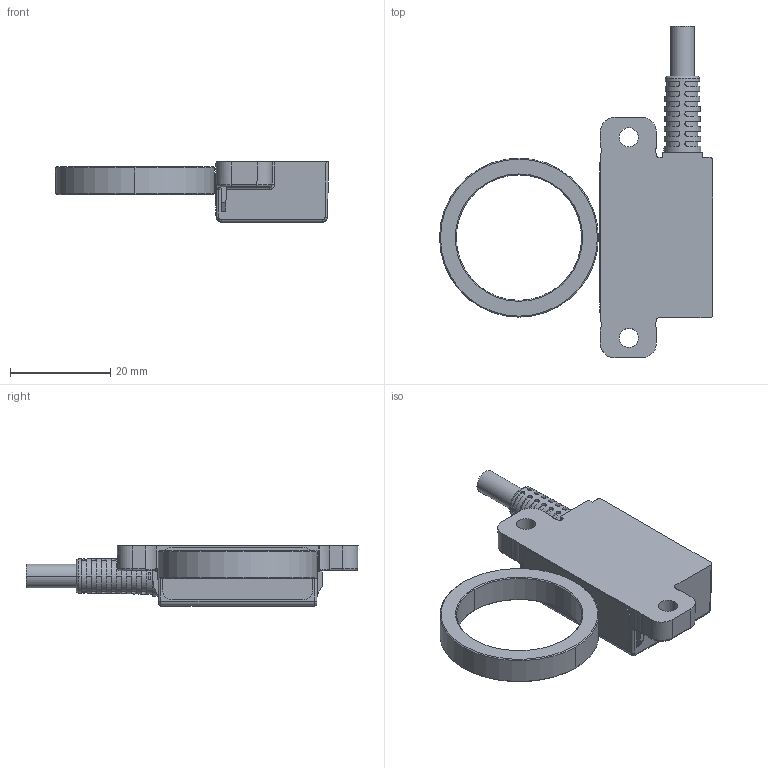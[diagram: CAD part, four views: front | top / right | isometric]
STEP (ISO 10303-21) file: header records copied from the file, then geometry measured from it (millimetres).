
FILE_DESCRIPTION((''),'2;1');
FILE_NAME('DM_CAD-1980_SW0001','2014-07-04T',('creinig-se'),(''),'PRO/ENGINEER BY PARAMETRIC TECHNOLOGY CORPORATION, 2013050','PRO/ENGINEER BY PARAMETRIC TECHNOLOGY CORPORATION, 2013050','');
FILE_SCHEMA(('CONFIG_CONTROL_DESIGN'));
Length unit declared in the file: millimetre
Products named in the file (1): DM_CAD-1980_SW0001
Bounding box: 54.45 x 66.2 x 12 mm (x, y, z)
Volume: 11700.4 mm3; surface area: 5380.9 mm2
Topology: 2 solids, 2 shells, 192 faces, 555 edges, 370 vertices
Faces by surface type: cylinder 91, plane 70, bspline 13, cone 12, torus 6
Entity records: 10378 total; most frequent: CARTESIAN_POINT 3984, ORIENTED_EDGE 1110, DIRECTION 1014, EDGE_CURVE 555, AXIS2_PLACEMENT_3D 397, VERTEX_POINT 370, VECTOR 220, LINE 220
